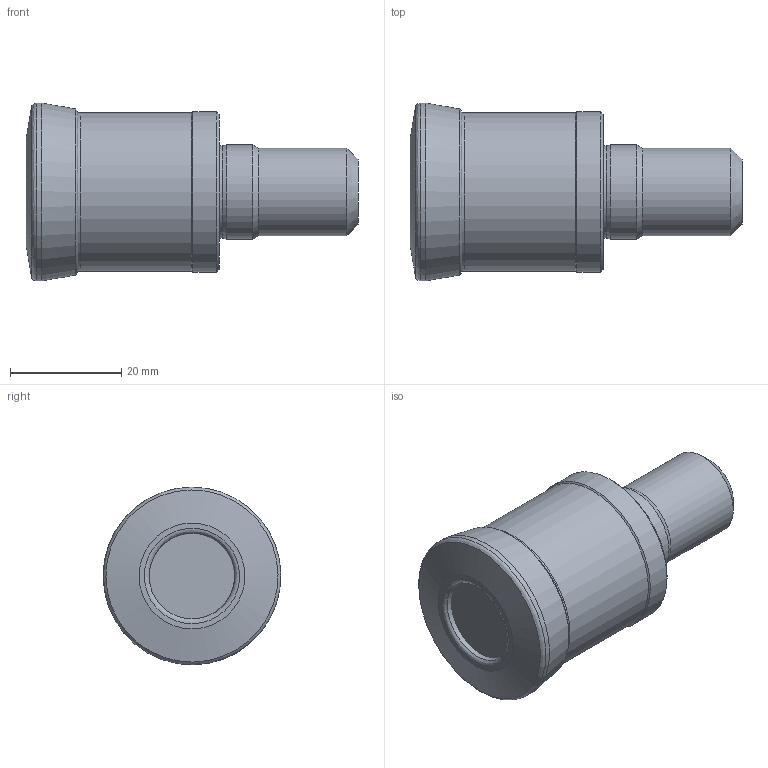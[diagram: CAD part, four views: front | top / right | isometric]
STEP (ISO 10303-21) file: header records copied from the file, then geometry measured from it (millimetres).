
FILE_DESCRIPTION(/* description */ (''),/* implementation_level */ '2;1');
FILE_NAME(/* name */ 'AHFM-SO0803P-D32-M16-L35-Z04-H.stp',/* time_stamp */ '2023-10-18T13:02:33+03:00',/* author */ (''),/* organization */ (''),/* preprocessor_version */ 'ST-DEVELOPER v19.4',/* originating_system */ 'SIEMENS PLM Software NX2306.5001',/* authorisation */ '');
FILE_SCHEMA (('AUTOMOTIVE_DESIGN { 1 0 10303 214 3 1 1 1 }'));
Length unit declared in the file: millimetre
Products named in the file (1): AHFM-SO0803P-D32-M16-L35-Z04-H-LIGHT_objects
Bounding box: 59.81 x 32.03 x 32.03 mm (x, y, z)
Volume: 32120.8 mm3; surface area: 7878.7 mm2
Topology: 2 solids, 2 shells, 33 faces, 74 edges, 44 vertices
Faces by surface type: revolution 15, cone 7, torus 4, cylinder 4, plane 3
Full cylindrical faces by diameter (mm): 15.75 x1, 17 x1, 28.5 x1, 29 x1
Entity records: 773 total; most frequent: CARTESIAN_POINT 150, DIRECTION 127, EDGE_LOOP 64, ORIENTED_EDGE 64, FACE_BOUND 62, AXIS2_PLACEMENT_3D 52, ADVANCED_FACE 33, VERTEX_POINT 32
